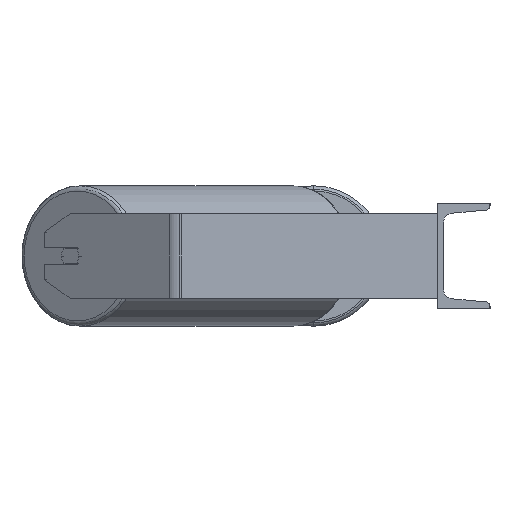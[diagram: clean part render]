
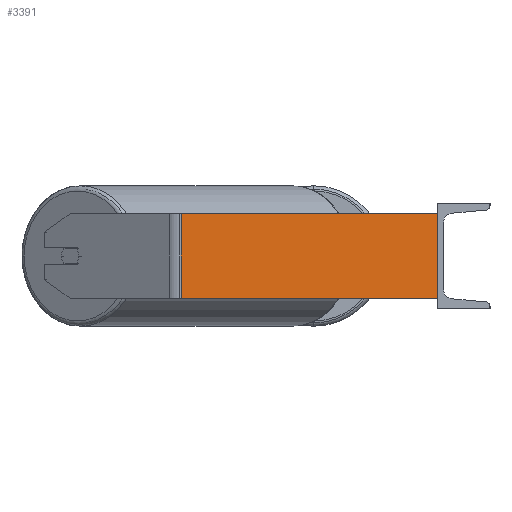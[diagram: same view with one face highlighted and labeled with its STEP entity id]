
A CAD part, left-side view. The second image highlights one B-rep face of the part: STEP entity #3391.
In plain terms, the highlighted planar face has unit normal (-0.996, -0.087, 0).
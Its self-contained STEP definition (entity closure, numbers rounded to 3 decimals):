
#381 = EDGE_CURVE ( 'NONE', #6670, #6418, #4796, .T. ) ;
#384 = LINE ( 'NONE', #2504, #4102 ) ;
#1195 = EDGE_CURVE ( 'NONE', #6418, #6675, #384, .T. ) ;
#1580 = CARTESIAN_POINT ( 'NONE',  ( -585., 0., 40. ) ) ;
#1958 = CARTESIAN_POINT ( 'NONE',  ( -585., 0., 40. ) ) ;
#1968 = DIRECTION ( 'NONE',  ( 0., 0., -1. ) ) ;
#2337 = DIRECTION ( 'NONE',  ( 0.087, -0.996, 0. ) ) ;
#2504 = CARTESIAN_POINT ( 'NONE',  ( -606.731, 248.387, -40. ) ) ;
#2680 = VECTOR ( 'NONE', #1968, 1000. ) ;
#2765 = ORIENTED_EDGE ( 'NONE', *, *, #3712, .F. ) ;
#2831 = EDGE_LOOP ( 'NONE', ( #3014, #8247, #2765, #3923 ) ) ;
#2967 = VECTOR ( 'NONE', #3007, 1000. ) ;
#3007 = DIRECTION ( 'NONE',  ( 0., 0., -1. ) ) ;
#3014 = ORIENTED_EDGE ( 'NONE', *, *, #1195, .T. ) ;
#3231 = CARTESIAN_POINT ( 'NONE',  ( -606.731, 248.387, 40. ) ) ;
#3324 = PLANE ( 'NONE',  #6836 ) ;
#3391 = ADVANCED_FACE ( 'NONE', ( #8275 ), #3324, .F. ) ;
#3513 = LINE ( 'NONE', #1580, #2967 ) ;
#3712 = EDGE_CURVE ( 'NONE', #6670, #4605, #8722, .T. ) ;
#3923 = ORIENTED_EDGE ( 'NONE', *, *, #381, .T. ) ;
#4102 = VECTOR ( 'NONE', #8654, 1000. ) ;
#4484 = CARTESIAN_POINT ( 'NONE',  ( -606.224, 242.586, -40. ) ) ;
#4605 = VERTEX_POINT ( 'NONE', #1958 ) ;
#4783 = DIRECTION ( 'NONE',  ( 0.996, 0.087, 0. ) ) ;
#4796 = LINE ( 'NONE', #8141, #2680 ) ;
#5267 = CARTESIAN_POINT ( 'NONE',  ( -606.731, 248.387, 40. ) ) ;
#5411 = CARTESIAN_POINT ( 'NONE',  ( -606.224, 242.586, 40. ) ) ;
#6418 = VERTEX_POINT ( 'NONE', #4484 ) ;
#6670 = VERTEX_POINT ( 'NONE', #5411 ) ;
#6675 = VERTEX_POINT ( 'NONE', #8220 ) ;
#6836 = AXIS2_PLACEMENT_3D ( 'NONE', #3231, #4783, #8224 ) ;
#6932 = VECTOR ( 'NONE', #2337, 1000. ) ;
#7582 = EDGE_CURVE ( 'NONE', #4605, #6675, #3513, .T. ) ;
#8141 = CARTESIAN_POINT ( 'NONE',  ( -606.224, 242.586, 40. ) ) ;
#8220 = CARTESIAN_POINT ( 'NONE',  ( -585., 0., -40. ) ) ;
#8224 = DIRECTION ( 'NONE',  ( -0.087, 0.996, 0. ) ) ;
#8247 = ORIENTED_EDGE ( 'NONE', *, *, #7582, .F. ) ;
#8275 = FACE_OUTER_BOUND ( 'NONE', #2831, .T. ) ;
#8654 = DIRECTION ( 'NONE',  ( 0.087, -0.996, 0. ) ) ;
#8722 = LINE ( 'NONE', #5267, #6932 ) ;
